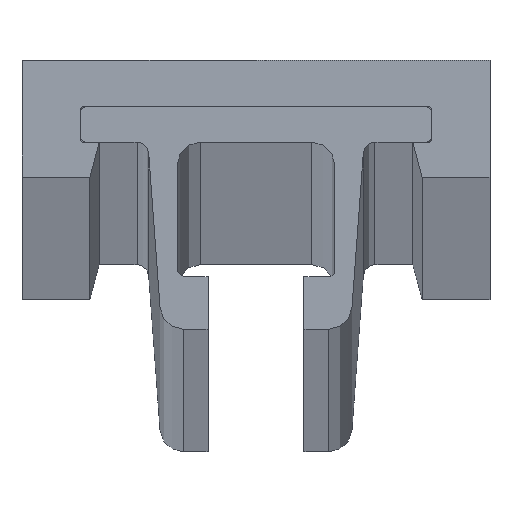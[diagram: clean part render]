
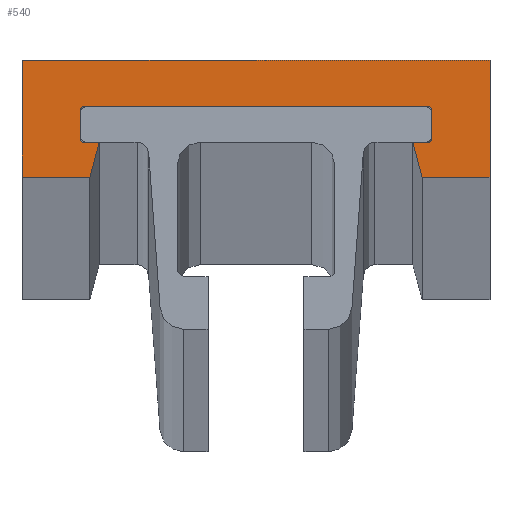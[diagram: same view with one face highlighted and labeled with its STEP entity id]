
A CAD part, top view. The second image highlights one B-rep face of the part: STEP entity #540.
In plain terms, the highlighted planar face has unit normal (0, 0, 1).
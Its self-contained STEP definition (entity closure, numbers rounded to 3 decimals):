
#35 = DIRECTION ( 'NONE',  ( 0., -1., 0. ) ) ;
#38 = LINE ( 'NONE', #692, #1807 ) ;
#59 = VECTOR ( 'NONE', #88, 1000. ) ;
#61 = EDGE_CURVE ( 'NONE', #1264, #1567, #1612, .T. ) ;
#63 = DIRECTION ( 'NONE',  ( -1., 0., 0. ) ) ;
#67 = VECTOR ( 'NONE', #1278, 1000. ) ;
#71 = ORIENTED_EDGE ( 'NONE', *, *, #1671, .T. ) ;
#75 = CARTESIAN_POINT ( 'NONE',  ( -15., -4., 0. ) ) ;
#88 = DIRECTION ( 'NONE',  ( 1., 0., 0. ) ) ;
#93 = DIRECTION ( 'NONE',  ( -1., 0., 0. ) ) ;
#100 = DIRECTION ( 'NONE',  ( 0., 0., -1. ) ) ;
#120 = ORIENTED_EDGE ( 'NONE', *, *, #1193, .T. ) ;
#139 = DIRECTION ( 'NONE',  ( 0., 0., -1. ) ) ;
#145 = EDGE_CURVE ( 'NONE', #406, #964, #270, .T. ) ;
#149 = CARTESIAN_POINT ( 'NONE',  ( 14.205, -10., 0. ) ) ;
#154 = VERTEX_POINT ( 'NONE', #1286 ) ;
#180 = EDGE_CURVE ( 'NONE', #374, #638, #296, .T. ) ;
#183 = AXIS2_PLACEMENT_3D ( 'NONE', #1383, #100, #656 ) ;
#199 = VECTOR ( 'NONE', #63, 1000. ) ;
#257 = DIRECTION ( 'NONE',  ( 0.259, 0.966, 0. ) ) ;
#267 = CARTESIAN_POINT ( 'NONE',  ( 20., -10., 0. ) ) ;
#268 = ORIENTED_EDGE ( 'NONE', *, *, #180, .T. ) ;
#269 = CARTESIAN_POINT ( 'NONE',  ( 20., 0., 0. ) ) ;
#270 = LINE ( 'NONE', #149, #1086 ) ;
#293 = CARTESIAN_POINT ( 'NONE',  ( 14.8, -4.2, 0. ) ) ;
#296 = LINE ( 'NONE', #1569, #933 ) ;
#305 = VERTEX_POINT ( 'NONE', #883 ) ;
#325 = EDGE_CURVE ( 'NONE', #1816, #1220, #1327, .T. ) ;
#340 = CARTESIAN_POINT ( 'NONE',  ( 13.4, -6.997, 0. ) ) ;
#359 = CARTESIAN_POINT ( 'NONE',  ( -15., -6.797, 0. ) ) ;
#374 = VERTEX_POINT ( 'NONE', #618 ) ;
#378 = CARTESIAN_POINT ( 'NONE',  ( -15., -4.2, 0. ) ) ;
#379 = AXIS2_PLACEMENT_3D ( 'NONE', #1422, #139, #1275 ) ;
#401 = CARTESIAN_POINT ( 'NONE',  ( 14.205, -10., 0. ) ) ;
#406 = VERTEX_POINT ( 'NONE', #340 ) ;
#467 = AXIS2_PLACEMENT_3D ( 'NONE', #1350, #905, #1621 ) ;
#488 = ORIENTED_EDGE ( 'NONE', *, *, #801, .T. ) ;
#515 = VERTEX_POINT ( 'NONE', #359 ) ;
#525 = CARTESIAN_POINT ( 'NONE',  ( 15., -6.797, 0. ) ) ;
#533 = CARTESIAN_POINT ( 'NONE',  ( -20., 0., 0. ) ) ;
#540 = ADVANCED_FACE ( 'NONE', ( #1075 ), #1082, .T. ) ;
#544 = ORIENTED_EDGE ( 'NONE', *, *, #594, .T. ) ;
#548 = LINE ( 'NONE', #1563, #1052 ) ;
#572 = VERTEX_POINT ( 'NONE', #378 ) ;
#576 = EDGE_CURVE ( 'NONE', #804, #406, #548, .T. ) ;
#594 = EDGE_CURVE ( 'NONE', #515, #572, #805, .T. ) ;
#598 = VECTOR ( 'NONE', #870, 1000. ) ;
#618 = CARTESIAN_POINT ( 'NONE',  ( 20., -10., 0. ) ) ;
#638 = VERTEX_POINT ( 'NONE', #269 ) ;
#656 = DIRECTION ( 'NONE',  ( 1., 0., 0. ) ) ;
#662 = CARTESIAN_POINT ( 'NONE',  ( -14.8, -4., 0. ) ) ;
#685 = DIRECTION ( 'NONE',  ( 0., 1., 0. ) ) ;
#686 = CARTESIAN_POINT ( 'NONE',  ( -20., -10., 0. ) ) ;
#692 = CARTESIAN_POINT ( 'NONE',  ( -20., 0., 0. ) ) ;
#722 = EDGE_CURVE ( 'NONE', #1005, #154, #38, .T. ) ;
#730 = CIRCLE ( 'NONE', #467, 0.2 ) ;
#761 = VERTEX_POINT ( 'NONE', #1770 ) ;
#789 = CARTESIAN_POINT ( 'NONE',  ( -14.8, -6.997, 0. ) ) ;
#801 = EDGE_CURVE ( 'NONE', #1220, #515, #1340, .T. ) ;
#804 = VERTEX_POINT ( 'NONE', #988 ) ;
#805 = LINE ( 'NONE', #1856, #1298 ) ;
#807 = AXIS2_PLACEMENT_3D ( 'NONE', #1249, #1258, #1680 ) ;
#812 = LINE ( 'NONE', #267, #59 ) ;
#830 = DIRECTION ( 'NONE',  ( 0., 0., -1. ) ) ;
#831 = ORIENTED_EDGE ( 'NONE', *, *, #1717, .T. ) ;
#838 = ORIENTED_EDGE ( 'NONE', *, *, #576, .T. ) ;
#840 = VECTOR ( 'NONE', #35, 1000. ) ;
#860 = ORIENTED_EDGE ( 'NONE', *, *, #722, .T. ) ;
#870 = DIRECTION ( 'NONE',  ( -1., 0., 0. ) ) ;
#883 = CARTESIAN_POINT ( 'NONE',  ( 14.8, -4., 0. ) ) ;
#905 = DIRECTION ( 'NONE',  ( 0., 0., -1. ) ) ;
#916 = ORIENTED_EDGE ( 'NONE', *, *, #1633, .T. ) ;
#930 = ORIENTED_EDGE ( 'NONE', *, *, #1834, .T. ) ;
#933 = VECTOR ( 'NONE', #685, 1000. ) ;
#964 = VERTEX_POINT ( 'NONE', #401 ) ;
#968 = VECTOR ( 'NONE', #1663, 1000. ) ;
#974 = CIRCLE ( 'NONE', #183, 0.2 ) ;
#977 = DIRECTION ( 'NONE',  ( 0., -1., 0. ) ) ;
#983 = AXIS2_PLACEMENT_3D ( 'NONE', #293, #830, #1280 ) ;
#988 = CARTESIAN_POINT ( 'NONE',  ( 14.8, -6.997, 0. ) ) ;
#990 = LINE ( 'NONE', #686, #67 ) ;
#1003 = ORIENTED_EDGE ( 'NONE', *, *, #325, .T. ) ;
#1005 = VERTEX_POINT ( 'NONE', #533 ) ;
#1008 = ORIENTED_EDGE ( 'NONE', *, *, #1740, .T. ) ;
#1017 = CARTESIAN_POINT ( 'NONE',  ( -13.4, -6.997, 0. ) ) ;
#1019 = ORIENTED_EDGE ( 'NONE', *, *, #1085, .T. ) ;
#1041 = ORIENTED_EDGE ( 'NONE', *, *, #1629, .T. ) ;
#1052 = VECTOR ( 'NONE', #93, 1000. ) ;
#1075 = FACE_OUTER_BOUND ( 'NONE', #1722, .T. ) ;
#1082 = PLANE ( 'NONE',  #807 ) ;
#1085 = EDGE_CURVE ( 'NONE', #1567, #804, #730, .T. ) ;
#1086 = VECTOR ( 'NONE', #1588, 1000. ) ;
#1111 = DIRECTION ( 'NONE',  ( 0., 1., 0. ) ) ;
#1118 = VERTEX_POINT ( 'NONE', #662 ) ;
#1143 = CARTESIAN_POINT ( 'NONE',  ( -13.4, -6.997, 0. ) ) ;
#1193 = EDGE_CURVE ( 'NONE', #1118, #305, #1360, .T. ) ;
#1220 = VERTEX_POINT ( 'NONE', #789 ) ;
#1249 = CARTESIAN_POINT ( 'NONE',  ( 0., 0., 0. ) ) ;
#1258 = DIRECTION ( 'NONE',  ( 0., 0., 1. ) ) ;
#1264 = VERTEX_POINT ( 'NONE', #1868 ) ;
#1275 = DIRECTION ( 'NONE',  ( 1., 0., 0. ) ) ;
#1278 = DIRECTION ( 'NONE',  ( 1., 0., 0. ) ) ;
#1280 = DIRECTION ( 'NONE',  ( 1., 0., 0. ) ) ;
#1286 = CARTESIAN_POINT ( 'NONE',  ( -20., -10., 0. ) ) ;
#1298 = VECTOR ( 'NONE', #1111, 1000. ) ;
#1319 = CARTESIAN_POINT ( 'NONE',  ( 15., -6.997, 0. ) ) ;
#1327 = LINE ( 'NONE', #1017, #199 ) ;
#1332 = ORIENTED_EDGE ( 'NONE', *, *, #145, .T. ) ;
#1340 = CIRCLE ( 'NONE', #379, 0.2 ) ;
#1350 = CARTESIAN_POINT ( 'NONE',  ( 14.8, -6.797, 0. ) ) ;
#1360 = LINE ( 'NONE', #75, #968 ) ;
#1383 = CARTESIAN_POINT ( 'NONE',  ( -14.8, -4.2, 0. ) ) ;
#1401 = LINE ( 'NONE', #1551, #1691 ) ;
#1422 = CARTESIAN_POINT ( 'NONE',  ( -14.8, -6.797, 0. ) ) ;
#1551 = CARTESIAN_POINT ( 'NONE',  ( -14.205, -10., 0. ) ) ;
#1563 = CARTESIAN_POINT ( 'NONE',  ( 13.4, -6.997, 0. ) ) ;
#1567 = VERTEX_POINT ( 'NONE', #525 ) ;
#1569 = CARTESIAN_POINT ( 'NONE',  ( 20., 0., 0. ) ) ;
#1588 = DIRECTION ( 'NONE',  ( 0.259, -0.966, 0. ) ) ;
#1612 = LINE ( 'NONE', #1319, #840 ) ;
#1621 = DIRECTION ( 'NONE',  ( 1., 0., 0. ) ) ;
#1629 = EDGE_CURVE ( 'NONE', #761, #1816, #1401, .T. ) ;
#1633 = EDGE_CURVE ( 'NONE', #964, #374, #812, .T. ) ;
#1663 = DIRECTION ( 'NONE',  ( 1., 0., 0. ) ) ;
#1671 = EDGE_CURVE ( 'NONE', #572, #1118, #974, .T. ) ;
#1680 = DIRECTION ( 'NONE',  ( 1., 0., 0. ) ) ;
#1691 = VECTOR ( 'NONE', #257, 1000. ) ;
#1717 = EDGE_CURVE ( 'NONE', #305, #1264, #1759, .T. ) ;
#1722 = EDGE_LOOP ( 'NONE', ( #860, #930, #1041, #1003, #488, #544, #71, #120, #831, #1813, #1019, #838, #1332, #916, #268, #1008 ) ) ;
#1723 = CARTESIAN_POINT ( 'NONE',  ( -20., 0., 0. ) ) ;
#1740 = EDGE_CURVE ( 'NONE', #638, #1005, #1743, .T. ) ;
#1743 = LINE ( 'NONE', #1723, #598 ) ;
#1759 = CIRCLE ( 'NONE', #983, 0.2 ) ;
#1770 = CARTESIAN_POINT ( 'NONE',  ( -14.205, -10., 0. ) ) ;
#1807 = VECTOR ( 'NONE', #977, 1000. ) ;
#1813 = ORIENTED_EDGE ( 'NONE', *, *, #61, .T. ) ;
#1816 = VERTEX_POINT ( 'NONE', #1143 ) ;
#1834 = EDGE_CURVE ( 'NONE', #154, #761, #990, .T. ) ;
#1856 = CARTESIAN_POINT ( 'NONE',  ( -15., -6.997, 0. ) ) ;
#1868 = CARTESIAN_POINT ( 'NONE',  ( 15., -4.2, 0. ) ) ;
